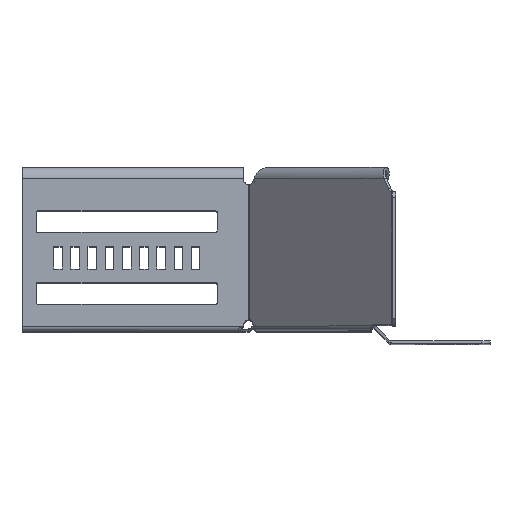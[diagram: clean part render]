
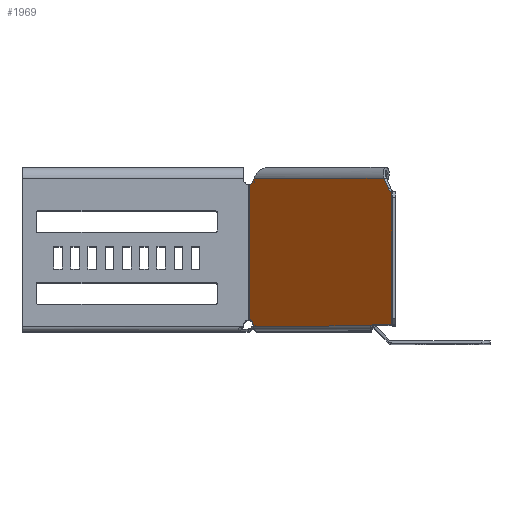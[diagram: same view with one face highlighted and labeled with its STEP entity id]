
A CAD part, top view. The second image highlights one B-rep face of the part: STEP entity #1969.
In plain terms, the highlighted face is planar.
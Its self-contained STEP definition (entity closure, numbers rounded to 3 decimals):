
#128 = ORIENTED_EDGE ( 'NONE', *, *, #2963, .F. ) ;
#402 = VECTOR ( 'NONE', #2718, 1000. ) ;
#464 = VERTEX_POINT ( 'NONE', #16255 ) ;
#539 = CARTESIAN_POINT ( 'NONE',  ( -149.72, 0., -6.75 ) ) ;
#766 = CARTESIAN_POINT ( 'NONE',  ( -81.948, 53.25, -6.75 ) ) ;
#856 = VERTEX_POINT ( 'NONE', #10531 ) ;
#908 = DIRECTION ( 'NONE',  ( 0., 0., -1. ) ) ;
#1462 = DIRECTION ( 'NONE',  ( 0., -1., 0. ) ) ;
#1571 = CIRCLE ( 'NONE', #4825, 2.25 ) ;
#1969 = ADVANCED_FACE ( 'NONE', ( #11259 ), #16856, .F. ) ;
#2097 = DIRECTION ( 'NONE',  ( 0., -1., 0. ) ) ;
#2485 = CARTESIAN_POINT ( 'NONE',  ( -141.09, 2.25, -6.75 ) ) ;
#2540 = VERTEX_POINT ( 'NONE', #766 ) ;
#2558 = ORIENTED_EDGE ( 'NONE', *, *, #6167, .F. ) ;
#2718 = DIRECTION ( 'NONE',  ( 1., 0., 0. ) ) ;
#2842 = CARTESIAN_POINT ( 'NONE',  ( -206.54, 2.25, -6.75 ) ) ;
#2963 = EDGE_CURVE ( 'NONE', #10857, #13169, #1571, .T. ) ;
#2988 = EDGE_CURVE ( 'NONE', #15679, #2540, #12087, .T. ) ;
#3207 = ORIENTED_EDGE ( 'NONE', *, *, #15335, .F. ) ;
#3238 = DIRECTION ( 'NONE',  ( 0., 0., -1. ) ) ;
#3366 = AXIS2_PLACEMENT_3D ( 'NONE', #15462, #7726, #14722 ) ;
#3535 = EDGE_CURVE ( 'NONE', #13169, #11042, #4390, .T. ) ;
#3557 = DIRECTION ( 'NONE',  ( 0., 1., 0. ) ) ;
#3773 = DIRECTION ( 'NONE',  ( 0., 1., 0. ) ) ;
#3835 = CARTESIAN_POINT ( 'NONE',  ( -79.35, 1.75, -6.75 ) ) ;
#3869 = AXIS2_PLACEMENT_3D ( 'NONE', #8412, #16964, #4331 ) ;
#4042 = VECTOR ( 'NONE', #5994, 1000. ) ;
#4043 = DIRECTION ( 'NONE',  ( 1., 0., 0. ) ) ;
#4100 = CIRCLE ( 'NONE', #4705, 2.25 ) ;
#4331 = DIRECTION ( 'NONE',  ( 0., 1., 0. ) ) ;
#4390 = LINE ( 'NONE', #9673, #402 ) ;
#4705 = AXIS2_PLACEMENT_3D ( 'NONE', #17259, #3238, #10374 ) ;
#4825 = AXIS2_PLACEMENT_3D ( 'NONE', #13554, #908, #3773 ) ;
#5327 = EDGE_CURVE ( 'NONE', #11042, #8931, #12221, .T. ) ;
#5567 = ORIENTED_EDGE ( 'NONE', *, *, #17252, .F. ) ;
#5741 = AXIS2_PLACEMENT_3D ( 'NONE', #3835, #10863, #3557 ) ;
#5994 = DIRECTION ( 'NONE',  ( 1., 0., 0. ) ) ;
#6071 = EDGE_CURVE ( 'NONE', #464, #8931, #18242, .T. ) ;
#6167 = EDGE_CURVE ( 'NONE', #16929, #9418, #7378, .T. ) ;
#6633 = ORIENTED_EDGE ( 'NONE', *, *, #6071, .T. ) ;
#7295 = VECTOR ( 'NONE', #16653, 1000. ) ;
#7378 = LINE ( 'NONE', #539, #9683 ) ;
#7726 = DIRECTION ( 'NONE',  ( 0., 0., 1. ) ) ;
#8073 = VECTOR ( 'NONE', #4043, 1000. ) ;
#8215 = CARTESIAN_POINT ( 'NONE',  ( -206.54, 53.25, -6.75 ) ) ;
#8222 = ORIENTED_EDGE ( 'NONE', *, *, #16639, .F. ) ;
#8368 = CARTESIAN_POINT ( 'NONE',  ( -79.72, 3.969, -6.75 ) ) ;
#8412 = CARTESIAN_POINT ( 'NONE',  ( -150.09, 50.7, -6.75 ) ) ;
#8459 = LINE ( 'NONE', #16924, #7295 ) ;
#8583 = CARTESIAN_POINT ( 'NONE',  ( -146.02, 53.25, -6.75 ) ) ;
#8931 = VERTEX_POINT ( 'NONE', #8368 ) ;
#8942 = CARTESIAN_POINT ( 'NONE',  ( -149.72, 48.481, -6.75 ) ) ;
#9418 = VERTEX_POINT ( 'NONE', #17921 ) ;
#9498 = CIRCLE ( 'NONE', #3869, 2.25 ) ;
#9673 = CARTESIAN_POINT ( 'NONE',  ( -206.54, 1.75, -6.75 ) ) ;
#9683 = VECTOR ( 'NONE', #2097, 1000. ) ;
#10374 = DIRECTION ( 'NONE',  ( 0., 1., 0. ) ) ;
#10531 = CARTESIAN_POINT ( 'NONE',  ( -148.141, 49.575, -6.75 ) ) ;
#10857 = VERTEX_POINT ( 'NONE', #2485 ) ;
#10863 = DIRECTION ( 'NONE',  ( 0., 0., -1. ) ) ;
#10959 = ORIENTED_EDGE ( 'NONE', *, *, #2988, .T. ) ;
#11042 = VERTEX_POINT ( 'NONE', #15391 ) ;
#11259 = FACE_OUTER_BOUND ( 'NONE', #12729, .T. ) ;
#11999 = VERTEX_POINT ( 'NONE', #18155 ) ;
#12022 = EDGE_CURVE ( 'NONE', #9418, #10857, #12912, .T. ) ;
#12087 = LINE ( 'NONE', #8215, #8073 ) ;
#12221 = CIRCLE ( 'NONE', #5741, 2.25 ) ;
#12621 = VECTOR ( 'NONE', #1462, 1000. ) ;
#12667 = CARTESIAN_POINT ( 'NONE',  ( -139.676, 1.75, -6.75 ) ) ;
#12729 = EDGE_LOOP ( 'NONE', ( #2558, #3207, #5567, #10959, #13652, #8222, #6633, #13417, #14168, #128, #18035 ) ) ;
#12912 = LINE ( 'NONE', #2842, #4042 ) ;
#13169 = VERTEX_POINT ( 'NONE', #12667 ) ;
#13417 = ORIENTED_EDGE ( 'NONE', *, *, #5327, .F. ) ;
#13554 = CARTESIAN_POINT ( 'NONE',  ( -141.09, 0., -6.75 ) ) ;
#13652 = ORIENTED_EDGE ( 'NONE', *, *, #15628, .F. ) ;
#14104 = CARTESIAN_POINT ( 'NONE',  ( -79.72, 0., -6.75 ) ) ;
#14168 = ORIENTED_EDGE ( 'NONE', *, *, #3535, .F. ) ;
#14722 = DIRECTION ( 'NONE',  ( 0., 1., 0. ) ) ;
#15335 = EDGE_CURVE ( 'NONE', #856, #16929, #9498, .T. ) ;
#15391 = CARTESIAN_POINT ( 'NONE',  ( -81.6, 1.75, -6.75 ) ) ;
#15462 = CARTESIAN_POINT ( 'NONE',  ( -206.54, 0., -6.75 ) ) ;
#15555 = LINE ( 'NONE', #16766, #16525 ) ;
#15628 = EDGE_CURVE ( 'NONE', #11999, #2540, #15555, .T. ) ;
#15679 = VERTEX_POINT ( 'NONE', #8583 ) ;
#16255 = CARTESIAN_POINT ( 'NONE',  ( -79.72, 51.031, -6.75 ) ) ;
#16525 = VECTOR ( 'NONE', #16671, 1000. ) ;
#16639 = EDGE_CURVE ( 'NONE', #464, #11999, #4100, .T. ) ;
#16653 = DIRECTION ( 'NONE',  ( -0.5, -0.866, 0. ) ) ;
#16671 = DIRECTION ( 'NONE',  ( -0.5, 0.866, 0. ) ) ;
#16766 = CARTESIAN_POINT ( 'NONE',  ( -81.299, 52.125, -6.75 ) ) ;
#16856 = PLANE ( 'NONE',  #3366 ) ;
#16924 = CARTESIAN_POINT ( 'NONE',  ( -137.139, 68.632, -6.75 ) ) ;
#16929 = VERTEX_POINT ( 'NONE', #8942 ) ;
#16964 = DIRECTION ( 'NONE',  ( 0., 0., -1. ) ) ;
#17252 = EDGE_CURVE ( 'NONE', #15679, #856, #8459, .T. ) ;
#17259 = CARTESIAN_POINT ( 'NONE',  ( -79.35, 53.25, -6.75 ) ) ;
#17921 = CARTESIAN_POINT ( 'NONE',  ( -149.72, 2.25, -6.75 ) ) ;
#18035 = ORIENTED_EDGE ( 'NONE', *, *, #12022, .F. ) ;
#18155 = CARTESIAN_POINT ( 'NONE',  ( -81.299, 52.125, -6.75 ) ) ;
#18242 = LINE ( 'NONE', #14104, #12621 ) ;
